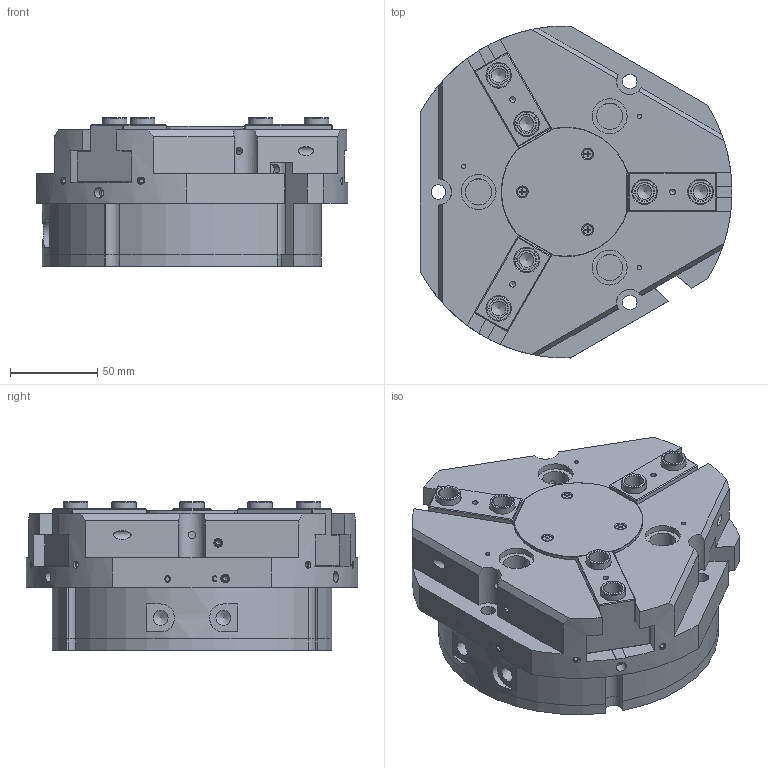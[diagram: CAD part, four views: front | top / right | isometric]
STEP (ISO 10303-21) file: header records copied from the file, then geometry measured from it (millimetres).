
FILE_DESCRIPTION(/* description */ (''),/* implementation_level */ '2;1');
FILE_NAME(/* name */ 'PZP-160-C1.stp',/* time_stamp */ '2019-06-05T15:31:49+02:00',/* author */ ('Tecnico'),/* organization */ ('OMIL'),/* preprocessor_version */ 'ST-DEVELOPER v17',/* originating_system */ 'Autodesk Inventor 2019',/* authorisation */ '');
FILE_SCHEMA (('AUTOMOTIVE_DESIGN { 1 0 10303 214 3 1 1 }'));
Length unit declared in the file: millimetre
Products named in the file (9): PZP-160-C1; PZP-160-CORPO-CLIENTE; PZP-160-FONDELLO-CLIENTE; ISO 10642  - M6  x  10; PZP-160-GRIFFA C1 (OPP-160_PGP-160)-CLIENTE; PZP-160-COPERCHIO-CLIENTE; DIN EN ISO 7046-1 - M3 x 6 - 4.8 - H; DIN 913 - M5 x 5; BOCCOLA 14H7L8.9
Assembly tree (27 placements, depth 2):
  PZP-160-C1
    PZP-160-CORPO-CLIENTE
    PZP-160-FONDELLO-CLIENTE
    ISO 10642  - M6  x  10  x8
    PZP-160-GRIFFA C1 (OPP-160_PGP-160)-CLIENTE  x3
    PZP-160-COPERCHIO-CLIENTE
    DIN EN ISO 7046-1 - M3 x 6 - 4.8 - H  x3
    DIN 913 - M5 x 5  x4
    BOCCOLA 14H7L8.9  x6
Bounding box: 178.5 x 189.93 x 85 mm (x, y, z)
Volume: 1643560.1 mm3; surface area: 236472.3 mm2
Topology: 27 solids, 27 shells, 832 faces, 2252 edges, 1501 vertices
Faces by surface type: plane 414, cylinder 188, cone 155, bspline 60, torus 15
Full cylindrical faces by diameter (mm): 2.459 x12, 2.693 x3, 3 x3, 3.242 x3, 3.3 x3, 4 x9, 4.1 x3, 4.134 x10, 4.917 x8, 5 x9, 5.5 x3, 6 x15, 6.5 x10, 8.376 x9, 8.5 x3, 8.566 x2, 9.1 x3, 10.5 x3, 10.6 x6, 11.34 x8, 14 x12, 15 x3, 20 x3, 115 x1
Entity records: 17956 total; most frequent: CARTESIAN_POINT 4744, ORIENTED_EDGE 2738, DIRECTION 2557, EDGE_CURVE 1369, AXIS2_PLACEMENT_3D 953, VERTEX_POINT 951, LINE 651, VECTOR 651
